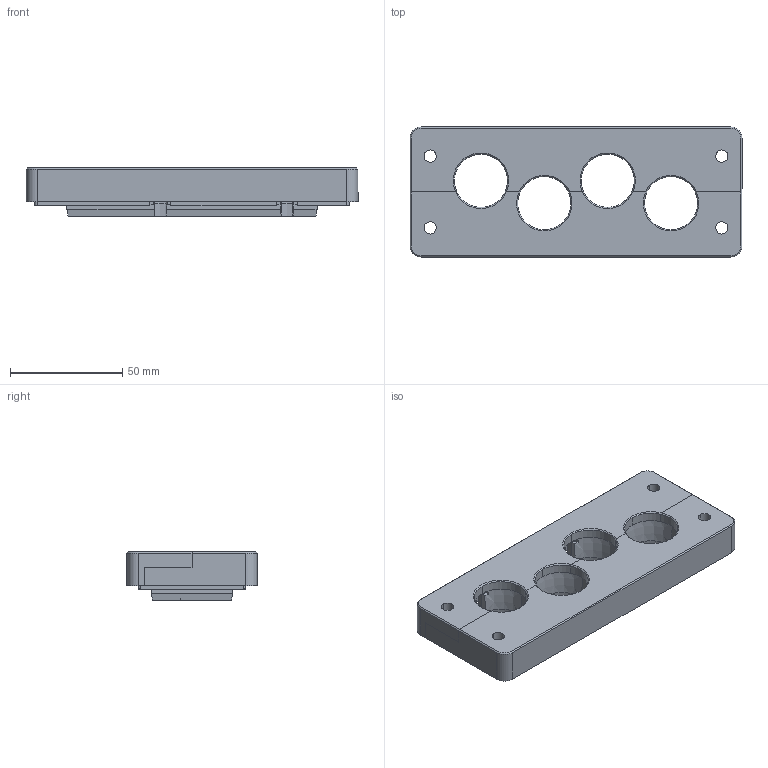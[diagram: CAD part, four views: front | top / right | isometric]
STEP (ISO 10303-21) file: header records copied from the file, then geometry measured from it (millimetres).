
FILE_DESCRIPTION (( 'STEP AP203' ), '1' );
FILE_NAME ('591003.step', '2022-06-02T10:39:36', ( '' ), ( '' ), 'SwSTEP 2.0', 'SolidWorks 2021', '' );
FILE_SCHEMA (( 'CONFIG_CONTROL_DESIGN' ));
Length unit declared in the file: inch
Products named in the file (1): 591003
Bounding box: 148 x 58 x 21.5 mm (x, y, z)
Volume: 103462.2 mm3; surface area: 49477 mm2
Topology: 3 solids, 3 shells, 514 faces, 1335 edges, 848 vertices
Faces by surface type: plane 255, cylinder 145, bspline 81, cone 33
Entity records: 17304 total; most frequent: CARTESIAN_POINT 4975, ORIENTED_EDGE 2670, DIRECTION 2381, EDGE_CURVE 1335, VERTEX_POINT 848, LINE 813, VECTOR 813, AXIS2_PLACEMENT_3D 784
